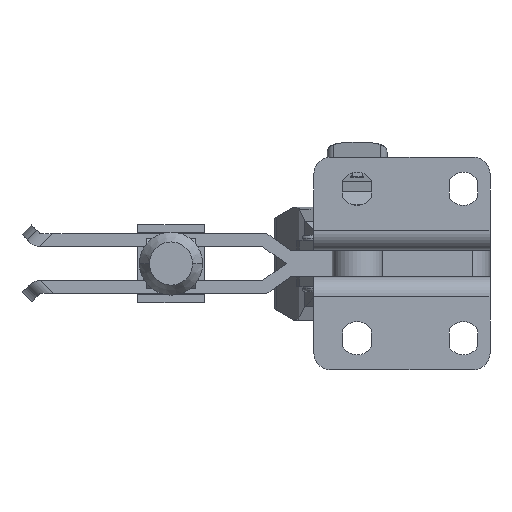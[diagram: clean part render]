
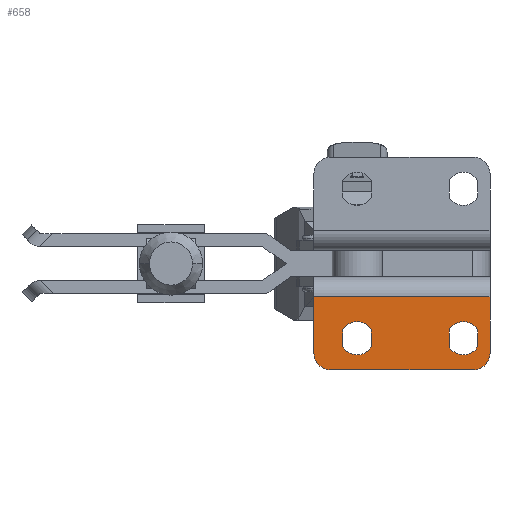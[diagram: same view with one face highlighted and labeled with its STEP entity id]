
A CAD part, front view. The second image highlights one B-rep face of the part: STEP entity #658.
In plain terms, the highlighted planar face has unit normal (0, -1, 0).
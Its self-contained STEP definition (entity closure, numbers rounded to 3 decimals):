
#658=ADVANCED_FACE('NONE',(#1738,#1739,#1740),#1741,.T.);
#1738=FACE_OUTER_BOUND('',#3313,.T.);
#1739=FACE_BOUND('',#3314,.T.);
#1740=FACE_BOUND('',#3315,.T.);
#1741=PLANE('',#3316);
#3313=EDGE_LOOP('',(#5197,#5198,#5199,#5200,#5201,#5202));
#3314=EDGE_LOOP('',(#5203,#5204,#5205,#5206,#5207,#5208));
#3315=EDGE_LOOP('',(#5209,#5210,#5211,#5212,#5213,#5214));
#3316=AXIS2_PLACEMENT_3D('',#5215,#5216,#5217);
#5197=ORIENTED_EDGE('',*,*,#9370,.F.);
#5198=ORIENTED_EDGE('',*,*,#9447,.T.);
#5199=ORIENTED_EDGE('',*,*,#9375,.F.);
#5200=ORIENTED_EDGE('',*,*,#9432,.F.);
#5201=ORIENTED_EDGE('',*,*,#9449,.F.);
#5202=ORIENTED_EDGE('',*,*,#9426,.T.);
#5203=ORIENTED_EDGE('',*,*,#9357,.T.);
#5204=ORIENTED_EDGE('',*,*,#9367,.T.);
#5205=ORIENTED_EDGE('',*,*,#9252,.T.);
#5206=ORIENTED_EDGE('',*,*,#9364,.T.);
#5207=ORIENTED_EDGE('',*,*,#9188,.T.);
#5208=ORIENTED_EDGE('',*,*,#9362,.T.);
#5209=ORIENTED_EDGE('',*,*,#9315,.T.);
#5210=ORIENTED_EDGE('',*,*,#9325,.T.);
#5211=ORIENTED_EDGE('',*,*,#9267,.T.);
#5212=ORIENTED_EDGE('',*,*,#9322,.T.);
#5213=ORIENTED_EDGE('',*,*,#9203,.T.);
#5214=ORIENTED_EDGE('',*,*,#9320,.T.);
#5215=CARTESIAN_POINT('',(0.0,0.0,-10.0));
#5216=DIRECTION('',(0.0,-1.0,0.0));
#5217=DIRECTION('',(0.0,0.0,-1.0));
#9188=EDGE_CURVE('NONE',#10974,#10971,#10975,.T.);
#9203=EDGE_CURVE('NONE',#11001,#10998,#11002,.T.);
#9252=EDGE_CURVE('NONE',#11084,#11085,#11086,.T.);
#9267=EDGE_CURVE('NONE',#11111,#11112,#11113,.T.);
#9315=EDGE_CURVE('NONE',#11188,#11186,#11189,.T.);
#9320=EDGE_CURVE('NONE',#10998,#11188,#11195,.T.);
#9322=EDGE_CURVE('NONE',#11112,#11001,#11197,.T.);
#9325=EDGE_CURVE('NONE',#11186,#11111,#11200,.T.);
#9357=EDGE_CURVE('NONE',#11242,#11240,#11243,.T.);
#9362=EDGE_CURVE('NONE',#10971,#11242,#11249,.T.);
#9364=EDGE_CURVE('NONE',#11085,#10974,#11251,.T.);
#9367=EDGE_CURVE('NONE',#11240,#11084,#11254,.T.);
#9370=EDGE_CURVE('NONE',#11257,#11258,#11259,.T.);
#9375=EDGE_CURVE('NONE',#11266,#11267,#11268,.T.);
#9426=EDGE_CURVE('NONE',#11345,#11258,#11346,.T.);
#9432=EDGE_CURVE('NONE',#11353,#11266,#11355,.T.);
#9447=EDGE_CURVE('NONE',#11257,#11267,#11373,.T.);
#9449=EDGE_CURVE('NONE',#11345,#11353,#11375,.T.);
#10971=VERTEX_POINT('',#13597);
#10974=VERTEX_POINT('NONE',#13601);
#10975=CIRCLE('',#13602,5.0);
#10998=VERTEX_POINT('',#13630);
#11001=VERTEX_POINT('NONE',#13634);
#11002=CIRCLE('',#13635,5.0);
#11084=VERTEX_POINT('NONE',#13732);
#11085=VERTEX_POINT('NONE',#13733);
#11086=CIRCLE('',#13734,5.0);
#11111=VERTEX_POINT('NONE',#13765);
#11112=VERTEX_POINT('NONE',#13766);
#11113=CIRCLE('',#13767,5.0);
#11186=VERTEX_POINT('NONE',#13866);
#11188=VERTEX_POINT('NONE',#13869);
#11189=LINE('',#13870,#13871);
#11195=CIRCLE('',#13879,5.0);
#11197=LINE('',#13881,#13882);
#11200=CIRCLE('',#13886,5.0);
#11240=VERTEX_POINT('NONE',#13938);
#11242=VERTEX_POINT('NONE',#13941);
#11243=LINE('',#13942,#13943);
#11249=CIRCLE('',#13951,5.0);
#11251=LINE('',#13953,#13954);
#11254=CIRCLE('',#13958,5.0);
#11257=VERTEX_POINT('NONE',#13961);
#11258=VERTEX_POINT('NONE',#13962);
#11259=CIRCLE('',#13963,5.0);
#11266=VERTEX_POINT('NONE',#13972);
#11267=VERTEX_POINT('NONE',#13973);
#11268=CIRCLE('',#13974,5.0);
#11345=VERTEX_POINT('NONE',#14071);
#11346=LINE('',#14072,#14073);
#11353=VERTEX_POINT('NONE',#14082);
#11355=LINE('',#14084,#14085);
#11373=LINE('',#14111,#14112);
#11375=LINE('',#14114,#14115);
#13597=CARTESIAN_POINT('',(13.0,0.0,-17.5));
#13601=CARTESIAN_POINT('',(8.7,0.0,-19.949));
#13602=AXIS2_PLACEMENT_3D('',#17957,#17958,#17959);
#13630=CARTESIAN_POINT('',(45.0,0.0,-17.5));
#13634=CARTESIAN_POINT('',(40.7,0.0,-19.949));
#13635=AXIS2_PLACEMENT_3D('',#17981,#17982,#17983);
#13732=CARTESIAN_POINT('',(13.0,0.0,-27.5));
#13733=CARTESIAN_POINT('',(8.7,0.0,-25.051));
#13734=AXIS2_PLACEMENT_3D('',#18068,#18069,#18070);
#13765=CARTESIAN_POINT('',(45.0,0.0,-27.5));
#13766=CARTESIAN_POINT('',(40.7,0.0,-25.051));
#13767=AXIS2_PLACEMENT_3D('',#18092,#18093,#18094);
#13866=CARTESIAN_POINT('',(49.3,0.0,-25.051));
#13869=CARTESIAN_POINT('',(49.3,0.0,-19.949));
#13870=CARTESIAN_POINT('',(49.3,0.0,-19.949));
#13871=VECTOR('',#18149,1000.0);
#13879=AXIS2_PLACEMENT_3D('',#18155,#18156,#18157);
#13881=CARTESIAN_POINT('',(40.7,0.0,-25.051));
#13882=VECTOR('',#18158,1000.0);
#13886=AXIS2_PLACEMENT_3D('',#18160,#18161,#18162);
#13938=CARTESIAN_POINT('',(17.3,0.0,-25.051));
#13941=CARTESIAN_POINT('',(17.3,0.0,-19.949));
#13942=CARTESIAN_POINT('',(17.3,0.0,-19.949));
#13943=VECTOR('',#18203,1000.0);
#13951=AXIS2_PLACEMENT_3D('',#18209,#18210,#18211);
#13953=CARTESIAN_POINT('',(8.7,0.0,-25.051));
#13954=VECTOR('',#18212,1000.0);
#13958=AXIS2_PLACEMENT_3D('',#18214,#18215,#18216);
#13961=CARTESIAN_POINT('',(5.0,0.0,-32.0));
#13962=CARTESIAN_POINT('',(0.0,0.0,-27.0));
#13963=AXIS2_PLACEMENT_3D('',#18220,#18221,#18222);
#13972=CARTESIAN_POINT('',(53.0,0.0,-27.0));
#13973=CARTESIAN_POINT('',(48.0,0.0,-32.0));
#13974=AXIS2_PLACEMENT_3D('',#18228,#18229,#18230);
#14071=CARTESIAN_POINT('',(0.0,0.,-10.0));
#14072=CARTESIAN_POINT('',(0.0,0.0,-10.0));
#14073=VECTOR('',#18305,1000.0);
#14082=CARTESIAN_POINT('',(53.0,0.,-10.0));
#14084=CARTESIAN_POINT('',(53.0,0.0,-10.0));
#14085=VECTOR('',#18314,1000.0);
#14111=CARTESIAN_POINT('',(0.0,0.0,-32.0));
#14112=VECTOR('',#18329,1000.0);
#14114=CARTESIAN_POINT('',(0.0,0.,-10.0));
#14115=VECTOR('',#18330,1000.0);
#17957=CARTESIAN_POINT('',(13.0,0.0,-22.5));
#17958=DIRECTION('',(-0.0,1.0,0.0));
#17959=DIRECTION('',(1.0,0.0,0.0));
#17981=CARTESIAN_POINT('',(45.0,0.0,-22.5));
#17982=DIRECTION('',(-0.0,1.0,0.0));
#17983=DIRECTION('',(1.0,0.0,0.0));
#18068=CARTESIAN_POINT('',(13.0,0.0,-22.5));
#18069=DIRECTION('',(-0.0,1.0,0.0));
#18070=DIRECTION('',(1.0,0.0,0.0));
#18092=CARTESIAN_POINT('',(45.0,0.0,-22.5));
#18093=DIRECTION('',(-0.0,1.0,0.0));
#18094=DIRECTION('',(1.0,0.0,0.0));
#18149=DIRECTION('',(0.0,0.0,-1.0));
#18155=CARTESIAN_POINT('',(45.0,0.0,-22.5));
#18156=DIRECTION('',(-0.0,1.0,0.0));
#18157=DIRECTION('',(1.0,0.0,0.0));
#18158=DIRECTION('',(0.0,0.0,1.0));
#18160=CARTESIAN_POINT('',(45.0,0.0,-22.5));
#18161=DIRECTION('',(-0.0,1.0,0.0));
#18162=DIRECTION('',(1.0,0.0,0.0));
#18203=DIRECTION('',(0.0,0.0,-1.0));
#18209=CARTESIAN_POINT('',(13.0,0.0,-22.5));
#18210=DIRECTION('',(-0.0,1.0,0.0));
#18211=DIRECTION('',(1.0,0.0,0.0));
#18212=DIRECTION('',(0.0,0.0,1.0));
#18214=CARTESIAN_POINT('',(13.0,0.0,-22.5));
#18215=DIRECTION('',(-0.0,1.0,0.0));
#18216=DIRECTION('',(1.0,0.0,0.0));
#18220=CARTESIAN_POINT('',(5.0,0.0,-27.0));
#18221=DIRECTION('',(-0.0,1.0,0.0));
#18222=DIRECTION('',(1.0,0.0,0.0));
#18228=CARTESIAN_POINT('',(48.0,0.0,-27.0));
#18229=DIRECTION('',(-0.0,1.0,0.0));
#18230=DIRECTION('',(1.0,0.0,0.0));
#18305=DIRECTION('',(0.0,0.0,-1.0));
#18314=DIRECTION('',(0.0,0.0,-1.0));
#18329=DIRECTION('',(1.0,0.0,0.0));
#18330=DIRECTION('',(1.0,0.0,0.0));
